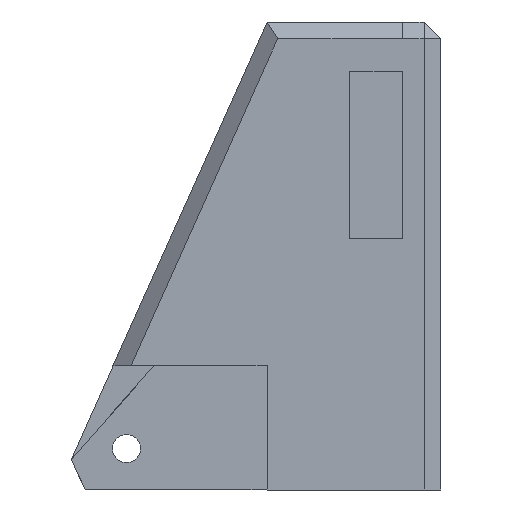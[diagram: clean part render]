
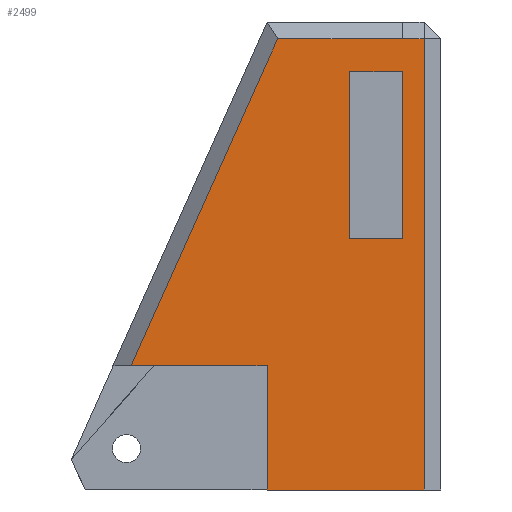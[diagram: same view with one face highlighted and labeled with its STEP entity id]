
A CAD part, left-side view. The second image highlights one B-rep face of the part: STEP entity #2499.
In plain terms, the highlighted planar face has unit normal (-1, 0, 0).
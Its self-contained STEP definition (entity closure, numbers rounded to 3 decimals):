
#10 = VERTEX_POINT ( 'NONE', #979 ) ;
#32 = VECTOR ( 'NONE', #1212, 1000. ) ;
#76 = ORIENTED_EDGE ( 'NONE', *, *, #1607, .F. ) ;
#125 = VECTOR ( 'NONE', #302, 1000. ) ;
#133 = DIRECTION ( 'NONE',  ( 0., 1., 0. ) ) ;
#145 = ORIENTED_EDGE ( 'NONE', *, *, #1050, .F. ) ;
#183 = FACE_BOUND ( 'NONE', #2805, .T. ) ;
#188 = LINE ( 'NONE', #1843, #1801 ) ;
#211 = LINE ( 'NONE', #1935, #1999 ) ;
#214 = VERTEX_POINT ( 'NONE', #2846 ) ;
#223 = VECTOR ( 'NONE', #1680, 1000. ) ;
#230 = DIRECTION ( 'NONE',  ( 0., 0.409, -0.913 ) ) ;
#234 = VERTEX_POINT ( 'NONE', #2090 ) ;
#302 = DIRECTION ( 'NONE',  ( 0., -1., 0. ) ) ;
#303 = EDGE_CURVE ( 'NONE', #2183, #2375, #1892, .T. ) ;
#353 = ORIENTED_EDGE ( 'NONE', *, *, #303, .F. ) ;
#359 = EDGE_CURVE ( 'NONE', #1267, #2781, #2722, .T. ) ;
#380 = CARTESIAN_POINT ( 'NONE',  ( 81.562, -83.556, 37. ) ) ;
#436 = EDGE_CURVE ( 'NONE', #10, #214, #1329, .T. ) ;
#464 = CARTESIAN_POINT ( 'NONE',  ( 81.562, -110., 52.4 ) ) ;
#466 = LINE ( 'NONE', #533, #2525 ) ;
#502 = ORIENTED_EDGE ( 'NONE', *, *, #2795, .F. ) ;
#533 = CARTESIAN_POINT ( 'NONE',  ( 81.562, -110., 72.6 ) ) ;
#539 = LINE ( 'NONE', #2483, #125 ) ;
#540 = ORIENTED_EDGE ( 'NONE', *, *, #359, .F. ) ;
#591 = VECTOR ( 'NONE', #825, 1000. ) ;
#638 = DIRECTION ( 'NONE',  ( 0., 1., 0. ) ) ;
#669 = PLANE ( 'NONE',  #1394 ) ;
#682 = CARTESIAN_POINT ( 'NONE',  ( 81.562, -100., 17. ) ) ;
#685 = CARTESIAN_POINT ( 'NONE',  ( 81.562, -110., 72.6 ) ) ;
#718 = CARTESIAN_POINT ( 'NONE',  ( 81.562, -116.351, 52.4 ) ) ;
#733 = EDGE_CURVE ( 'NONE', #2781, #214, #539, .T. ) ;
#792 = VERTEX_POINT ( 'NONE', #380 ) ;
#825 = DIRECTION ( 'NONE',  ( 0., 0., 1. ) ) ;
#846 = ORIENTED_EDGE ( 'NONE', *, *, #733, .F. ) ;
#863 = CARTESIAN_POINT ( 'NONE',  ( 81.562, -116.351, 72.6 ) ) ;
#960 = CARTESIAN_POINT ( 'NONE',  ( 81.562, -101.295, 76.6 ) ) ;
#979 = CARTESIAN_POINT ( 'NONE',  ( 81.562, -119., 76.6 ) ) ;
#990 = CARTESIAN_POINT ( 'NONE',  ( 81.562, -119., 22. ) ) ;
#992 = LINE ( 'NONE', #1415, #32 ) ;
#1041 = DIRECTION ( 'NONE',  ( 0., -0.409, 0.913 ) ) ;
#1048 = LINE ( 'NONE', #2538, #591 ) ;
#1050 = EDGE_CURVE ( 'NONE', #1995, #1266, #466, .T. ) ;
#1122 = FACE_OUTER_BOUND ( 'NONE', #1340, .T. ) ;
#1212 = DIRECTION ( 'NONE',  ( 0., -1., 0. ) ) ;
#1217 = CARTESIAN_POINT ( 'NONE',  ( 81.562, -90.334, 52.13 ) ) ;
#1253 = DIRECTION ( 'NONE',  ( 0., 0., 1. ) ) ;
#1266 = VERTEX_POINT ( 'NONE', #685 ) ;
#1267 = VERTEX_POINT ( 'NONE', #1866 ) ;
#1329 = LINE ( 'NONE', #1588, #2530 ) ;
#1340 = EDGE_LOOP ( 'NONE', ( #2633, #2897, #353, #2752, #2249, #3112, #846, #540 ) ) ;
#1394 = AXIS2_PLACEMENT_3D ( 'NONE', #682, #3107, #3076 ) ;
#1415 = CARTESIAN_POINT ( 'NONE',  ( 81.562, -100., 37. ) ) ;
#1425 = EDGE_CURVE ( 'NONE', #1572, #10, #1048, .T. ) ;
#1450 = DIRECTION ( 'NONE',  ( 0., 0., -1. ) ) ;
#1572 = VERTEX_POINT ( 'NONE', #990 ) ;
#1588 = CARTESIAN_POINT ( 'NONE',  ( 81.562, -105.25, 76.6 ) ) ;
#1607 = EDGE_CURVE ( 'NONE', #1266, #2379, #2913, .T. ) ;
#1680 = DIRECTION ( 'NONE',  ( 0., 0., 1. ) ) ;
#1722 = DIRECTION ( 'NONE',  ( 0., 1., 0. ) ) ;
#1729 = CARTESIAN_POINT ( 'NONE',  ( 81.562, -100., 17. ) ) ;
#1801 = VECTOR ( 'NONE', #638, 1000. ) ;
#1843 = CARTESIAN_POINT ( 'NONE',  ( 81.562, -100., 22. ) ) ;
#1846 = EDGE_CURVE ( 'NONE', #234, #1995, #2837, .T. ) ;
#1866 = CARTESIAN_POINT ( 'NONE',  ( 81.562, -100., 73.708 ) ) ;
#1892 = LINE ( 'NONE', #1729, #2356 ) ;
#1911 = LINE ( 'NONE', #1217, #2413 ) ;
#1935 = CARTESIAN_POINT ( 'NONE',  ( 81.562, -100., 52.4 ) ) ;
#1995 = VERTEX_POINT ( 'NONE', #863 ) ;
#1999 = VECTOR ( 'NONE', #2167, 1000. ) ;
#2090 = CARTESIAN_POINT ( 'NONE',  ( 81.562, -116.351, 52.4 ) ) ;
#2135 = CARTESIAN_POINT ( 'NONE',  ( 81.562, -101.295, 76.6 ) ) ;
#2167 = DIRECTION ( 'NONE',  ( 0., -1., 0. ) ) ;
#2183 = VERTEX_POINT ( 'NONE', #2877 ) ;
#2185 = EDGE_CURVE ( 'NONE', #1572, #2183, #188, .T. ) ;
#2199 = CARTESIAN_POINT ( 'NONE',  ( 81.562, -100., 37. ) ) ;
#2249 = ORIENTED_EDGE ( 'NONE', *, *, #1425, .T. ) ;
#2292 = VECTOR ( 'NONE', #1450, 1000. ) ;
#2347 = EDGE_CURVE ( 'NONE', #1267, #792, #1911, .T. ) ;
#2356 = VECTOR ( 'NONE', #1253, 1000. ) ;
#2375 = VERTEX_POINT ( 'NONE', #2199 ) ;
#2379 = VERTEX_POINT ( 'NONE', #464 ) ;
#2412 = ORIENTED_EDGE ( 'NONE', *, *, #1846, .F. ) ;
#2413 = VECTOR ( 'NONE', #230, 1000. ) ;
#2483 = CARTESIAN_POINT ( 'NONE',  ( 81.562, -116.351, 76.6 ) ) ;
#2499 = ADVANCED_FACE ( 'NONE', ( #183, #1122 ), #669, .F. ) ;
#2524 = EDGE_CURVE ( 'NONE', #792, #2375, #992, .T. ) ;
#2525 = VECTOR ( 'NONE', #1722, 1000. ) ;
#2530 = VECTOR ( 'NONE', #133, 1000. ) ;
#2538 = CARTESIAN_POINT ( 'NONE',  ( 81.562, -119., 22. ) ) ;
#2633 = ORIENTED_EDGE ( 'NONE', *, *, #2347, .T. ) ;
#2662 = CARTESIAN_POINT ( 'NONE',  ( 81.562, -110., 52.4 ) ) ;
#2722 = LINE ( 'NONE', #2135, #3071 ) ;
#2752 = ORIENTED_EDGE ( 'NONE', *, *, #2185, .F. ) ;
#2781 = VERTEX_POINT ( 'NONE', #960 ) ;
#2795 = EDGE_CURVE ( 'NONE', #2379, #234, #211, .T. ) ;
#2805 = EDGE_LOOP ( 'NONE', ( #502, #76, #145, #2412 ) ) ;
#2837 = LINE ( 'NONE', #718, #223 ) ;
#2846 = CARTESIAN_POINT ( 'NONE',  ( 81.562, -116.351, 76.6 ) ) ;
#2877 = CARTESIAN_POINT ( 'NONE',  ( 81.562, -100., 22. ) ) ;
#2897 = ORIENTED_EDGE ( 'NONE', *, *, #2524, .T. ) ;
#2913 = LINE ( 'NONE', #2662, #2292 ) ;
#3071 = VECTOR ( 'NONE', #1041, 1000. ) ;
#3076 = DIRECTION ( 'NONE',  ( 0., 1., 0. ) ) ;
#3107 = DIRECTION ( 'NONE',  ( 1., 0., 0. ) ) ;
#3112 = ORIENTED_EDGE ( 'NONE', *, *, #436, .T. ) ;
